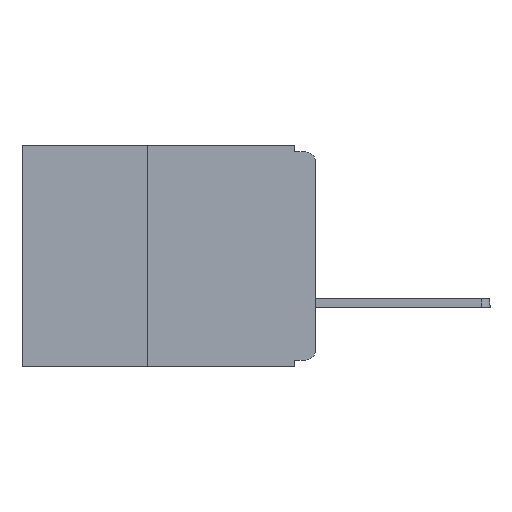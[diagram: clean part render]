
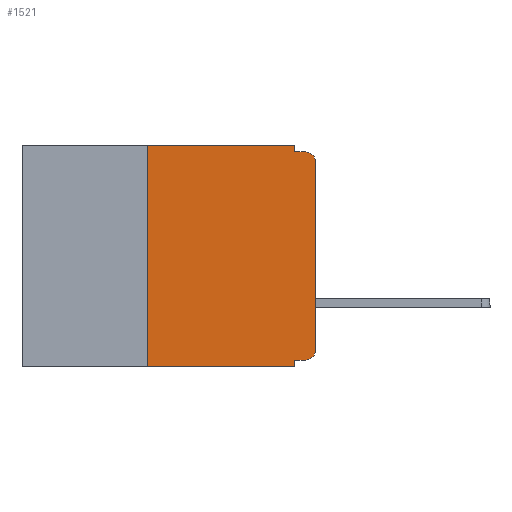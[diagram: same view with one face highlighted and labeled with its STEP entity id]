
A CAD part, left-side view. The second image highlights one B-rep face of the part: STEP entity #1521.
In plain terms, the highlighted planar face has unit normal (-1, 0, 0).
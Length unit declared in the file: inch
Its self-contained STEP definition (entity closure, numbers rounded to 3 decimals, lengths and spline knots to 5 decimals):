
#168 = EDGE_CURVE ( 'NONE', #5814, #24765, #28641, .T. ) ;
#681 = VERTEX_POINT ( 'NONE', #31066 ) ;
#1521 = ADVANCED_FACE ( 'NONE', ( #5387 ), #6273, .F. ) ;
#1878 = LINE ( 'NONE', #10220, #21983 ) ;
#2116 = CARTESIAN_POINT ( 'NONE',  ( 0., 0.031, -0.33 ) ) ;
#2140 = EDGE_CURVE ( 'NONE', #13225, #681, #28084, .T. ) ;
#2818 = DIRECTION ( 'NONE',  ( 0., 0., -1. ) ) ;
#4870 = AXIS2_PLACEMENT_3D ( 'NONE', #10258, #28375, #12894 ) ;
#5376 = DIRECTION ( 'NONE',  ( 1., 0., 0. ) ) ;
#5387 = FACE_OUTER_BOUND ( 'NONE', #6979, .T. ) ;
#5735 = VECTOR ( 'NONE', #32763, 39.37008 ) ;
#5814 = VERTEX_POINT ( 'NONE', #27278 ) ;
#6273 = PLANE ( 'NONE',  #29298 ) ;
#6323 = CARTESIAN_POINT ( 'NONE',  ( 0., 0.031, -0.33 ) ) ;
#6979 = EDGE_LOOP ( 'NONE', ( #7818, #15276, #22429, #24054, #13542, #24485, #11192, #14526, #28206, #28993 ) ) ;
#7048 = CIRCLE ( 'NONE', #4870, 0.015 ) ;
#7669 = LINE ( 'NONE', #33526, #26752 ) ;
#7818 = ORIENTED_EDGE ( 'NONE', *, *, #168, .T. ) ;
#8912 = CARTESIAN_POINT ( 'NONE',  ( 0., 0., -0.32 ) ) ;
#10220 = CARTESIAN_POINT ( 'NONE',  ( 0., 0.25, -0.33 ) ) ;
#10258 = CARTESIAN_POINT ( 'NONE',  ( 0., 0.015, -0.025 ) ) ;
#10455 = DIRECTION ( 'NONE',  ( 0., 0., 1. ) ) ;
#10909 = VECTOR ( 'NONE', #32274, 39.37008 ) ;
#11192 = ORIENTED_EDGE ( 'NONE', *, *, #18001, .T. ) ;
#12337 = CARTESIAN_POINT ( 'NONE',  ( 0., 0.015, -0.305 ) ) ;
#12762 = DIRECTION ( 'NONE',  ( 0., 0., -1. ) ) ;
#12894 = DIRECTION ( 'NONE',  ( 0., 0., -1. ) ) ;
#12959 = CARTESIAN_POINT ( 'NONE',  ( 0., 0., -0.025 ) ) ;
#13225 = VERTEX_POINT ( 'NONE', #22342 ) ;
#13542 = ORIENTED_EDGE ( 'NONE', *, *, #20345, .F. ) ;
#13969 = VECTOR ( 'NONE', #28026, 39.37008 ) ;
#13989 = VERTEX_POINT ( 'NONE', #6323 ) ;
#14526 = ORIENTED_EDGE ( 'NONE', *, *, #30691, .F. ) ;
#14813 = EDGE_CURVE ( 'NONE', #17041, #5814, #32076, .T. ) ;
#14979 = VECTOR ( 'NONE', #10455, 39.37008 ) ;
#15032 = DIRECTION ( 'NONE',  ( 0., 0., -1. ) ) ;
#15276 = ORIENTED_EDGE ( 'NONE', *, *, #33772, .T. ) ;
#15404 = VECTOR ( 'NONE', #25036, 39.37008 ) ;
#15523 = VECTOR ( 'NONE', #12762, 39.37008 ) ;
#15631 = EDGE_CURVE ( 'NONE', #32288, #13225, #7669, .T. ) ;
#15922 = EDGE_CURVE ( 'NONE', #17041, #21533, #18728, .T. ) ;
#17041 = VERTEX_POINT ( 'NONE', #18029 ) ;
#17264 = CARTESIAN_POINT ( 'NONE',  ( 0., 0., 0. ) ) ;
#18001 = EDGE_CURVE ( 'NONE', #22660, #13989, #22216, .T. ) ;
#18029 = CARTESIAN_POINT ( 'NONE',  ( 0., 0.015, -0.32 ) ) ;
#18242 = DIRECTION ( 'NONE',  ( 0., 0., -1. ) ) ;
#18728 = LINE ( 'NONE', #8912, #10909 ) ;
#19075 = CARTESIAN_POINT ( 'NONE',  ( 0., 0.25, -0.33 ) ) ;
#20345 = EDGE_CURVE ( 'NONE', #23080, #32288, #27698, .T. ) ;
#21533 = VERTEX_POINT ( 'NONE', #30335 ) ;
#21983 = VECTOR ( 'NONE', #25870, 39.37008 ) ;
#22216 = LINE ( 'NONE', #32682, #15404 ) ;
#22323 = LINE ( 'NONE', #2116, #15523 ) ;
#22342 = CARTESIAN_POINT ( 'NONE',  ( 0., 0.031, -0.01 ) ) ;
#22429 = ORIENTED_EDGE ( 'NONE', *, *, #2140, .F. ) ;
#22660 = VERTEX_POINT ( 'NONE', #19075 ) ;
#22914 = AXIS2_PLACEMENT_3D ( 'NONE', #12337, #30430, #15032 ) ;
#23080 = VERTEX_POINT ( 'NONE', #26202 ) ;
#24054 = ORIENTED_EDGE ( 'NONE', *, *, #15631, .F. ) ;
#24485 = ORIENTED_EDGE ( 'NONE', *, *, #26565, .F. ) ;
#24765 = VERTEX_POINT ( 'NONE', #12959 ) ;
#25023 = CARTESIAN_POINT ( 'NONE',  ( 0., 0.031, 0. ) ) ;
#25036 = DIRECTION ( 'NONE',  ( 0., -1., 0. ) ) ;
#25454 = CARTESIAN_POINT ( 'NONE',  ( 0., 0.437, 0. ) ) ;
#25870 = DIRECTION ( 'NONE',  ( 0., 0., 1. ) ) ;
#26202 = CARTESIAN_POINT ( 'NONE',  ( 0., 0.25, 0. ) ) ;
#26565 = EDGE_CURVE ( 'NONE', #22660, #23080, #1878, .T. ) ;
#26752 = VECTOR ( 'NONE', #18242, 39.37008 ) ;
#27278 = CARTESIAN_POINT ( 'NONE',  ( 0., 0., -0.305 ) ) ;
#27698 = LINE ( 'NONE', #25454, #13969 ) ;
#28026 = DIRECTION ( 'NONE',  ( 0., -1., 0. ) ) ;
#28084 = LINE ( 'NONE', #32647, #5735 ) ;
#28206 = ORIENTED_EDGE ( 'NONE', *, *, #15922, .F. ) ;
#28375 = DIRECTION ( 'NONE',  ( -1., 0., 0. ) ) ;
#28641 = LINE ( 'NONE', #17264, #14979 ) ;
#28993 = ORIENTED_EDGE ( 'NONE', *, *, #14813, .T. ) ;
#29298 = AXIS2_PLACEMENT_3D ( 'NONE', #33651, #5376, #2818 ) ;
#30335 = CARTESIAN_POINT ( 'NONE',  ( 0., 0.031, -0.32 ) ) ;
#30430 = DIRECTION ( 'NONE',  ( -1., 0., 0. ) ) ;
#30691 = EDGE_CURVE ( 'NONE', #21533, #13989, #22323, .T. ) ;
#31066 = CARTESIAN_POINT ( 'NONE',  ( 0., 0.015, -0.01 ) ) ;
#32076 = CIRCLE ( 'NONE', #22914, 0.015 ) ;
#32274 = DIRECTION ( 'NONE',  ( 0., 1., 0. ) ) ;
#32288 = VERTEX_POINT ( 'NONE', #25023 ) ;
#32647 = CARTESIAN_POINT ( 'NONE',  ( 0., 0., -0.01 ) ) ;
#32682 = CARTESIAN_POINT ( 'NONE',  ( 0., 0.437, -0.33 ) ) ;
#32763 = DIRECTION ( 'NONE',  ( 0., -1., 0. ) ) ;
#33526 = CARTESIAN_POINT ( 'NONE',  ( 0., 0.031, 0. ) ) ;
#33651 = CARTESIAN_POINT ( 'NONE',  ( 0., 0.437, 0. ) ) ;
#33772 = EDGE_CURVE ( 'NONE', #24765, #681, #7048, .T. ) ;
